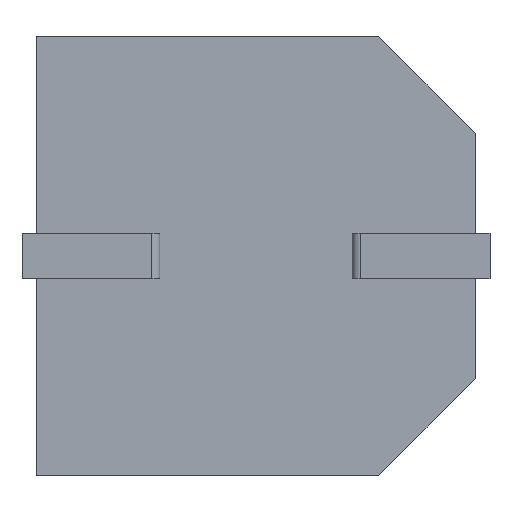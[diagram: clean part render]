
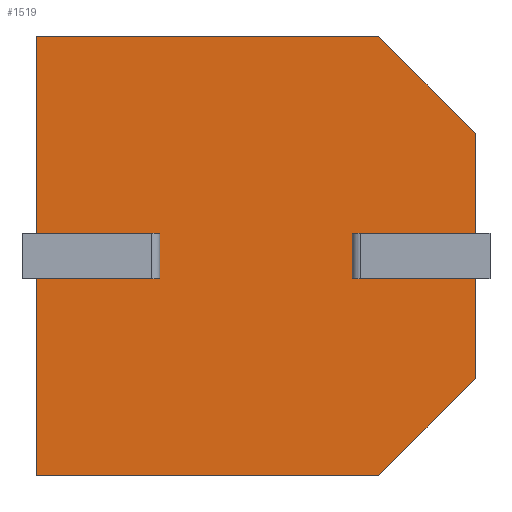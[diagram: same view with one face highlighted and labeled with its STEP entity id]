
A CAD part, front view. The second image highlights one B-rep face of the part: STEP entity #1519.
In plain terms, the highlighted planar face has unit normal (0, -1, 0).
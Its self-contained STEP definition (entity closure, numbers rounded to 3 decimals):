
#7 = EDGE_CURVE ( 'NONE', #3031, #3165, #3420, .T. ) ;
#53 = EDGE_CURVE ( 'NONE', #2257, #3349, #3278, .T. ) ;
#76 = EDGE_CURVE ( 'NONE', #501, #2086, #954, .T. ) ;
#86 = DIRECTION ( 'NONE',  ( 0.707, 0., 0.707 ) ) ;
#118 = ORIENTED_EDGE ( 'NONE', *, *, #2005, .T. ) ;
#220 = DIRECTION ( 'NONE',  ( 0., 0., -1. ) ) ;
#221 = CARTESIAN_POINT ( 'NONE',  ( 2.95, 0., -5.8 ) ) ;
#228 = DIRECTION ( 'NONE',  ( -1., 0., 0. ) ) ;
#257 = DIRECTION ( 'NONE',  ( 1., 0., 0. ) ) ;
#260 = VECTOR ( 'NONE', #257, 1000. ) ;
#282 = EDGE_LOOP ( 'NONE', ( #2347, #1035, #1294, #2248, #1613, #1783, #3280, #3097, #3079, #118, #2206, #2169, #723, #1521 ) ) ;
#285 = CARTESIAN_POINT ( 'NONE',  ( 2.95, 0., -4.7 ) ) ;
#299 = VECTOR ( 'NONE', #220, 1000. ) ;
#306 = CARTESIAN_POINT ( 'NONE',  ( 10.5, 0., -2.315 ) ) ;
#366 = CARTESIAN_POINT ( 'NONE',  ( 2.95, 0., -4.7 ) ) ;
#423 = VECTOR ( 'NONE', #1682, 1000. ) ;
#501 = VERTEX_POINT ( 'NONE', #285 ) ;
#505 = LINE ( 'NONE', #1804, #260 ) ;
#508 = CARTESIAN_POINT ( 'NONE',  ( 0., 0., -4.7 ) ) ;
#545 = CARTESIAN_POINT ( 'NONE',  ( 0., 0., 0. ) ) ;
#557 = PLANE ( 'NONE',  #1755 ) ;
#583 = LINE ( 'NONE', #2965, #1141 ) ;
#599 = DIRECTION ( 'NONE',  ( 0., 0., -1. ) ) ;
#615 = EDGE_CURVE ( 'NONE', #1515, #1914, #1619, .T. ) ;
#648 = VERTEX_POINT ( 'NONE', #2176 ) ;
#723 = ORIENTED_EDGE ( 'NONE', *, *, #2250, .T. ) ;
#807 = VECTOR ( 'NONE', #1359, 1000. ) ;
#851 = VECTOR ( 'NONE', #2920, 1000. ) ;
#868 = LINE ( 'NONE', #2989, #1814 ) ;
#908 = DIRECTION ( 'NONE',  ( 1., 0., 0. ) ) ;
#924 = VECTOR ( 'NONE', #1154, 1000. ) ;
#954 = LINE ( 'NONE', #366, #924 ) ;
#967 = CARTESIAN_POINT ( 'NONE',  ( 10.5, 0., 0. ) ) ;
#1000 = VERTEX_POINT ( 'NONE', #3175 ) ;
#1035 = ORIENTED_EDGE ( 'NONE', *, *, #3228, .T. ) ;
#1063 = CARTESIAN_POINT ( 'NONE',  ( 7.55, 0., -5.8 ) ) ;
#1090 = CARTESIAN_POINT ( 'NONE',  ( 0., 0., 0. ) ) ;
#1101 = LINE ( 'NONE', #2192, #2098 ) ;
#1125 = EDGE_CURVE ( 'NONE', #1515, #1314, #868, .T. ) ;
#1141 = VECTOR ( 'NONE', #86, 1000. ) ;
#1154 = DIRECTION ( 'NONE',  ( -1., 0., 0. ) ) ;
#1197 = VERTEX_POINT ( 'NONE', #3312 ) ;
#1221 = VERTEX_POINT ( 'NONE', #2576 ) ;
#1272 = CARTESIAN_POINT ( 'NONE',  ( 0., 0., 0. ) ) ;
#1294 = ORIENTED_EDGE ( 'NONE', *, *, #2564, .T. ) ;
#1298 = VECTOR ( 'NONE', #228, 1000. ) ;
#1314 = VERTEX_POINT ( 'NONE', #2368 ) ;
#1359 = DIRECTION ( 'NONE',  ( 0., 0., -1. ) ) ;
#1361 = CARTESIAN_POINT ( 'NONE',  ( 7.55, 0., -5.8 ) ) ;
#1376 = DIRECTION ( 'NONE',  ( 0., 0., 1. ) ) ;
#1390 = DIRECTION ( 'NONE',  ( 0., 1., 0. ) ) ;
#1436 = CARTESIAN_POINT ( 'NONE',  ( 8.185, 0., -10.5 ) ) ;
#1500 = EDGE_CURVE ( 'NONE', #1221, #2257, #2698, .T. ) ;
#1515 = VERTEX_POINT ( 'NONE', #306 ) ;
#1519 = ADVANCED_FACE ( 'NONE', ( #2949 ), #557, .F. ) ;
#1521 = ORIENTED_EDGE ( 'NONE', *, *, #2377, .F. ) ;
#1613 = ORIENTED_EDGE ( 'NONE', *, *, #615, .T. ) ;
#1619 = LINE ( 'NONE', #2449, #3401 ) ;
#1629 = VECTOR ( 'NONE', #2628, 1000. ) ;
#1630 = VECTOR ( 'NONE', #2452, 1000. ) ;
#1634 = EDGE_CURVE ( 'NONE', #1000, #1914, #505, .T. ) ;
#1682 = DIRECTION ( 'NONE',  ( 1., 0., 0. ) ) ;
#1755 = AXIS2_PLACEMENT_3D ( 'NONE', #545, #1390, #1376 ) ;
#1783 = ORIENTED_EDGE ( 'NONE', *, *, #1634, .F. ) ;
#1804 = CARTESIAN_POINT ( 'NONE',  ( 0., 0., 0. ) ) ;
#1814 = VECTOR ( 'NONE', #599, 1000. ) ;
#1881 = LINE ( 'NONE', #221, #1298 ) ;
#1914 = VERTEX_POINT ( 'NONE', #3368 ) ;
#1947 = DIRECTION ( 'NONE',  ( -0.707, 0., 0.707 ) ) ;
#2005 = EDGE_CURVE ( 'NONE', #1197, #1221, #1881, .T. ) ;
#2086 = VERTEX_POINT ( 'NONE', #508 ) ;
#2098 = VECTOR ( 'NONE', #908, 1000. ) ;
#2169 = ORIENTED_EDGE ( 'NONE', *, *, #53, .T. ) ;
#2176 = CARTESIAN_POINT ( 'NONE',  ( 7.55, 0., -4.7 ) ) ;
#2192 = CARTESIAN_POINT ( 'NONE',  ( 7.55, 0., -4.7 ) ) ;
#2206 = ORIENTED_EDGE ( 'NONE', *, *, #1500, .T. ) ;
#2248 = ORIENTED_EDGE ( 'NONE', *, *, #1125, .F. ) ;
#2250 = EDGE_CURVE ( 'NONE', #3349, #2476, #583, .T. ) ;
#2257 = VERTEX_POINT ( 'NONE', #3240 ) ;
#2323 = CARTESIAN_POINT ( 'NONE',  ( 10.5, 0., -5.8 ) ) ;
#2347 = ORIENTED_EDGE ( 'NONE', *, *, #7, .F. ) ;
#2368 = CARTESIAN_POINT ( 'NONE',  ( 10.5, 0., -4.7 ) ) ;
#2377 = EDGE_CURVE ( 'NONE', #3165, #2476, #2858, .T. ) ;
#2398 = EDGE_CURVE ( 'NONE', #1000, #2086, #2889, .T. ) ;
#2449 = CARTESIAN_POINT ( 'NONE',  ( 8.185, 0., 0. ) ) ;
#2452 = DIRECTION ( 'NONE',  ( 0., 0., 1. ) ) ;
#2476 = VERTEX_POINT ( 'NONE', #2778 ) ;
#2513 = CARTESIAN_POINT ( 'NONE',  ( 0., 0., -10.5 ) ) ;
#2564 = EDGE_CURVE ( 'NONE', #648, #1314, #1101, .T. ) ;
#2576 = CARTESIAN_POINT ( 'NONE',  ( 0., 0., -5.8 ) ) ;
#2628 = DIRECTION ( 'NONE',  ( 0., 0., 1. ) ) ;
#2659 = VECTOR ( 'NONE', #3177, 1000. ) ;
#2698 = LINE ( 'NONE', #1090, #807 ) ;
#2778 = CARTESIAN_POINT ( 'NONE',  ( 10.5, 0., -8.185 ) ) ;
#2858 = LINE ( 'NONE', #967, #299 ) ;
#2889 = LINE ( 'NONE', #1272, #851 ) ;
#2920 = DIRECTION ( 'NONE',  ( 0., 0., -1. ) ) ;
#2922 = LINE ( 'NONE', #1361, #1630 ) ;
#2928 = EDGE_CURVE ( 'NONE', #1197, #501, #3130, .T. ) ;
#2929 = CARTESIAN_POINT ( 'NONE',  ( 7.55, 0., -5.8 ) ) ;
#2949 = FACE_OUTER_BOUND ( 'NONE', #282, .T. ) ;
#2965 = CARTESIAN_POINT ( 'NONE',  ( 10.5, 0., -8.185 ) ) ;
#2989 = CARTESIAN_POINT ( 'NONE',  ( 10.5, 0., 0. ) ) ;
#3031 = VERTEX_POINT ( 'NONE', #2929 ) ;
#3079 = ORIENTED_EDGE ( 'NONE', *, *, #2928, .F. ) ;
#3097 = ORIENTED_EDGE ( 'NONE', *, *, #76, .F. ) ;
#3130 = LINE ( 'NONE', #3341, #1629 ) ;
#3165 = VERTEX_POINT ( 'NONE', #2323 ) ;
#3175 = CARTESIAN_POINT ( 'NONE',  ( 0., 0., 0. ) ) ;
#3177 = DIRECTION ( 'NONE',  ( 1., 0., 0. ) ) ;
#3228 = EDGE_CURVE ( 'NONE', #3031, #648, #2922, .T. ) ;
#3240 = CARTESIAN_POINT ( 'NONE',  ( 0., 0., -10.5 ) ) ;
#3278 = LINE ( 'NONE', #2513, #423 ) ;
#3280 = ORIENTED_EDGE ( 'NONE', *, *, #2398, .T. ) ;
#3312 = CARTESIAN_POINT ( 'NONE',  ( 2.95, 0., -5.8 ) ) ;
#3341 = CARTESIAN_POINT ( 'NONE',  ( 2.95, 0., -5.8 ) ) ;
#3349 = VERTEX_POINT ( 'NONE', #1436 ) ;
#3368 = CARTESIAN_POINT ( 'NONE',  ( 8.185, 0., 0. ) ) ;
#3401 = VECTOR ( 'NONE', #1947, 1000. ) ;
#3420 = LINE ( 'NONE', #1063, #2659 ) ;
